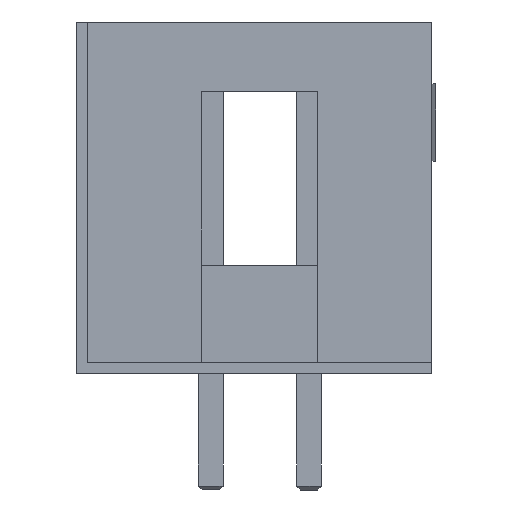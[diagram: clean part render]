
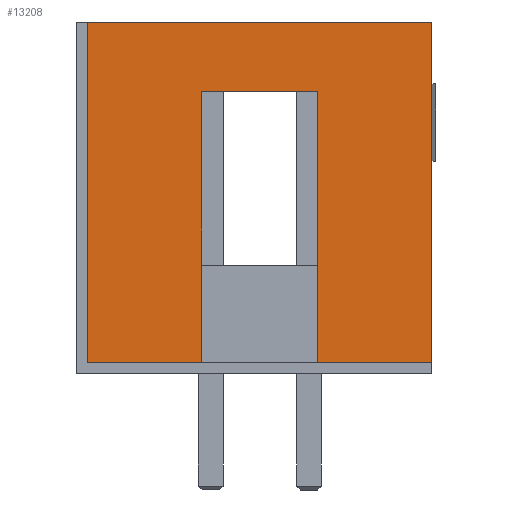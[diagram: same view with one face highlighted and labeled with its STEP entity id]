
A CAD part, left-side view. The second image highlights one B-rep face of the part: STEP entity #13208.
In plain terms, the highlighted planar face has unit normal (-1, 0, 0).
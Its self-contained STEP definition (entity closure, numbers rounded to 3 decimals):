
#4726 = EDGE_LOOP ( 'NONE', ( #45210, #9772, #45212, #9771, #9773, #9774, #9775, #9777 ) ) ;
#7139 = VERTEX_POINT ( 'NONE', #36091 ) ;
#7142 = VERTEX_POINT ( 'NONE', #36094 ) ;
#7145 = VERTEX_POINT ( 'NONE', #36097 ) ;
#7147 = VERTEX_POINT ( 'NONE', #36099 ) ;
#8869 = EDGE_CURVE ( 'NONE', #10153, #10113, #37699, .T. ) ;
#8870 = EDGE_CURVE ( 'NONE', #10155, #10117, #37702, .T. ) ;
#8871 = EDGE_CURVE ( 'NONE', #10153, #10155, #37705, .T. ) ;
#9771 = ORIENTED_EDGE ( 'NONE', *, *, #13070, .T. ) ;
#9772 = ORIENTED_EDGE ( 'NONE', *, *, #13037, .F. ) ;
#9773 = ORIENTED_EDGE ( 'NONE', *, *, #13108, .T. ) ;
#9774 = ORIENTED_EDGE ( 'NONE', *, *, #13041, .F. ) ;
#9775 = ORIENTED_EDGE ( 'NONE', *, *, #8870, .F. ) ;
#9777 = ORIENTED_EDGE ( 'NONE', *, *, #8871, .F. ) ;
#10113 = VERTEX_POINT ( 'NONE', #42570 ) ;
#10117 = VERTEX_POINT ( 'NONE', #42573 ) ;
#10153 = VERTEX_POINT ( 'NONE', #42596 ) ;
#10155 = VERTEX_POINT ( 'NONE', #42597 ) ;
#13037 = EDGE_CURVE ( 'NONE', #7139, #10113, #43367, .T. ) ;
#13041 = EDGE_CURVE ( 'NONE', #10117, #7147, #43379, .T. ) ;
#13070 = EDGE_CURVE ( 'NONE', #7142, #7145, #43466, .T. ) ;
#13076 = EDGE_CURVE ( 'NONE', #7142, #7139, #43484, .T. ) ;
#13108 = EDGE_CURVE ( 'NONE', #7145, #7147, #43580, .T. ) ;
#13208 = ADVANCED_FACE ( 'NONE', ( #41577 ), #43888, .T. ) ;
#36091 = CARTESIAN_POINT ( 'NONE',  ( -5.17, -3.18, 0.3 ) ) ;
#36094 = CARTESIAN_POINT ( 'NONE',  ( -5.17, -3.18, 9.1 ) ) ;
#36097 = CARTESIAN_POINT ( 'NONE',  ( -5.17, 5.72, 9.1 ) ) ;
#36099 = CARTESIAN_POINT ( 'NONE',  ( -5.17, 5.72, 0.3 ) ) ;
#36581 = VECTOR ( 'NONE', #37701, 1000. ) ;
#36582 = VECTOR ( 'NONE', #37704, 1000. ) ;
#36583 = VECTOR ( 'NONE', #37707, 1000. ) ;
#37699 = LINE ( 'NONE', #37700, #36581 ) ;
#37700 = CARTESIAN_POINT ( 'NONE',  ( -5.17, -0.23, 7.3 ) ) ;
#37701 = DIRECTION ( 'NONE',  ( 0., 0., -1. ) ) ;
#37702 = LINE ( 'NONE', #37703, #36582 ) ;
#37703 = CARTESIAN_POINT ( 'NONE',  ( -5.17, 2.77, 7.3 ) ) ;
#37704 = DIRECTION ( 'NONE',  ( 0., 0., -1. ) ) ;
#37705 = LINE ( 'NONE', #37706, #36583 ) ;
#37706 = CARTESIAN_POINT ( 'NONE',  ( -5.17, 0., 7.3 ) ) ;
#37707 = DIRECTION ( 'NONE',  ( 0., 1., 0. ) ) ;
#41339 = VECTOR ( 'NONE', #43369, 1000. ) ;
#41343 = VECTOR ( 'NONE', #43381, 1000. ) ;
#41372 = VECTOR ( 'NONE', #43468, 1000. ) ;
#41378 = VECTOR ( 'NONE', #43486, 1000. ) ;
#41410 = VECTOR ( 'NONE', #43582, 1000. ) ;
#41577 = FACE_OUTER_BOUND ( 'NONE', #4726, .T. ) ;
#41580 = AXIS2_PLACEMENT_3D ( 'NONE', #43889, #43890, #43891 ) ;
#42570 = CARTESIAN_POINT ( 'NONE',  ( -5.17, -0.23, 0.3 ) ) ;
#42573 = CARTESIAN_POINT ( 'NONE',  ( -5.17, 2.77, 0.3 ) ) ;
#42596 = CARTESIAN_POINT ( 'NONE',  ( -5.17, -0.23, 7.3 ) ) ;
#42597 = CARTESIAN_POINT ( 'NONE',  ( -5.17, 2.77, 7.3 ) ) ;
#43367 = LINE ( 'NONE', #43368, #41339 ) ;
#43368 = CARTESIAN_POINT ( 'NONE',  ( -5.17, -3.18, 0.3 ) ) ;
#43369 = DIRECTION ( 'NONE',  ( 0., 1., 0. ) ) ;
#43379 = LINE ( 'NONE', #43380, #41343 ) ;
#43380 = CARTESIAN_POINT ( 'NONE',  ( -5.17, -3.18, 0.3 ) ) ;
#43381 = DIRECTION ( 'NONE',  ( 0., 1., 0. ) ) ;
#43466 = LINE ( 'NONE', #43467, #41372 ) ;
#43467 = CARTESIAN_POINT ( 'NONE',  ( -5.17, -3.18, 9.1 ) ) ;
#43468 = DIRECTION ( 'NONE',  ( 0., 1., 0. ) ) ;
#43484 = LINE ( 'NONE', #43485, #41378 ) ;
#43485 = CARTESIAN_POINT ( 'NONE',  ( -5.17, -3.18, 9.1 ) ) ;
#43486 = DIRECTION ( 'NONE',  ( 0., 0., -1. ) ) ;
#43580 = LINE ( 'NONE', #43581, #41410 ) ;
#43581 = CARTESIAN_POINT ( 'NONE',  ( -5.17, 5.72, 9.1 ) ) ;
#43582 = DIRECTION ( 'NONE',  ( 0., 0., -1. ) ) ;
#43888 = PLANE ( 'NONE',  #41580 ) ;
#43889 = CARTESIAN_POINT ( 'NONE',  ( -5.17, -3.18, 9.1 ) ) ;
#43890 = DIRECTION ( 'NONE',  ( -1., 0., 0. ) ) ;
#43891 = DIRECTION ( 'NONE',  ( 0., -1., 0. ) ) ;
#45210 = ORIENTED_EDGE ( 'NONE', *, *, #8869, .T. ) ;
#45212 = ORIENTED_EDGE ( 'NONE', *, *, #13076, .F. ) ;
